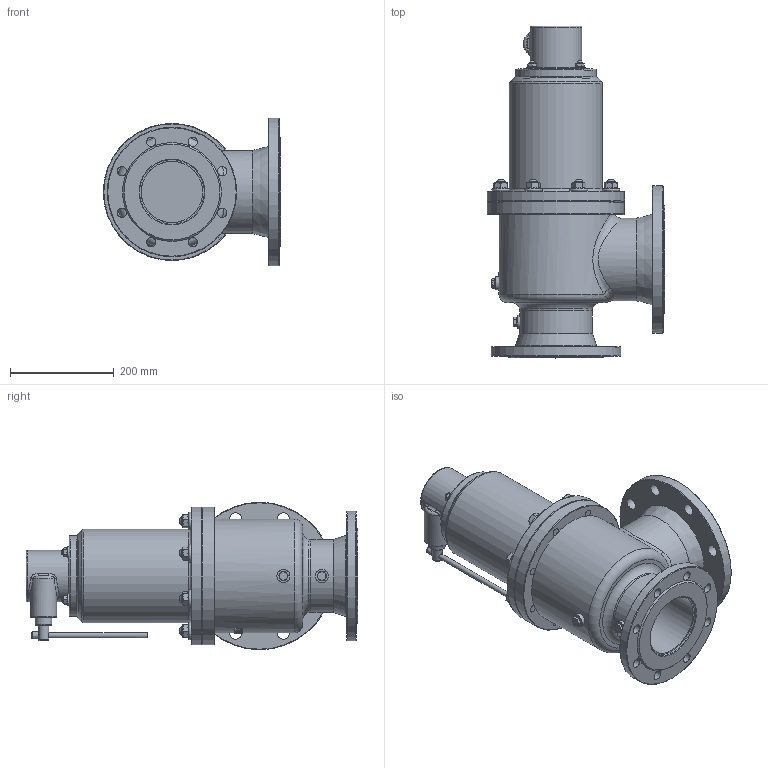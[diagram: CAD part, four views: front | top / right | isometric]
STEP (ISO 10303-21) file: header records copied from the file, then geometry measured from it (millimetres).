
FILE_DESCRIPTION(/* description */ (''),/* implementation_level */ '2;1');
FILE_NAME(/* name */ 'DN125_3D_STEP.stp',/* time_stamp */ '2024-03-15T00:46:11+03:00',/* author */ ('igorr'),/* organization */ (''),/* preprocessor_version */ 'ST-DEVELOPER v19.2',/* originating_system */ 'Autodesk Inventor 2023',/* authorisation */ '');
FILE_SCHEMA (('AUTOMOTIVE_DESIGN { 1 0 10303 214 3 1 1 }'));
Length unit declared in the file: millimetre
Products named in the file (9): Сборка; Деталь1; Деталь3; Деталь2; AS 1110 - M10 x 16; DIN 6923 - M16; AS 1421 - M16 x 60 засверленный 
конец; DIN 6923 - M10; AS 1421 - M10 x 20 засверленный 
конец
Assembly tree (29 placements, depth 2):
  Сборка
    Деталь1
    Деталь3
    Деталь2
    AS 1110 - M10 x 16  x2
    DIN 6923 - M16  x8
    AS 1421 - M16 x 60 засверленный 
конец  x8
    DIN 6923 - M10  x4
    AS 1421 - M10 x 20 засверленный 
конец  x4
Bounding box: 342.5 x 641 x 285 mm (x, y, z)
Volume: 15132278.8 mm3; surface area: 1227740.1 mm2
Topology: 29 solids, 29 shells, 715 faces, 1680 edges, 1055 vertices
Faces by surface type: plane 364, cone 184, cylinder 108, torus 31, bspline 28
Full cylindrical faces by diameter (mm): 8.376 x4, 10 x12, 12 x2, 13.835 x8, 14 x16, 14.142 x1, 16 x10, 18 x8, 20 x1, 23 x8, 25 x2, 31.993 x1, 50 x1, 95 x1, 100 x3, 105.038 x1, 106 x2, 118.686 x1, 125 x2, 140 x2, 150 x1, 155.858 x1, 160 x2, 180 x2, 200 x1, 250 x1, 265 x2, 285 x1
Entity records: 11643 total; most frequent: CARTESIAN_POINT 3544, DIRECTION 1606, ORIENTED_EDGE 1490, EDGE_CURVE 745, AXIS2_PLACEMENT_3D 670, VERTEX_POINT 485, EDGE_LOOP 430, CIRCLE 331
